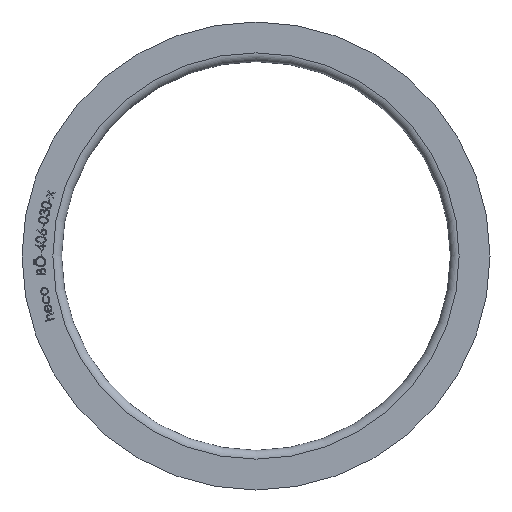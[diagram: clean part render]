
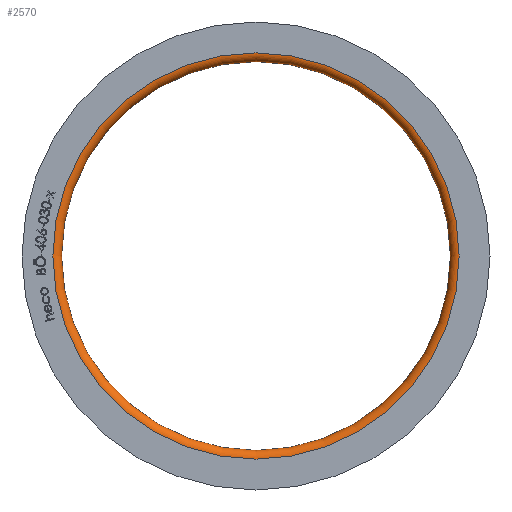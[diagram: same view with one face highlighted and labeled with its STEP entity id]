
A CAD part, left-side view. The second image highlights one B-rep face of the part: STEP entity #2570.
In plain terms, the highlighted toroidal (fillet/blend) face has major radius 209.2 mm and minor radius 9 mm.
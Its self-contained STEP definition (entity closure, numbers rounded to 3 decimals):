
#70 = CARTESIAN_POINT ( 'NONE',  ( 0., 0., 0. ) ) ;
#323 = AXIS2_PLACEMENT_3D ( 'NONE', #1772, #3938, #10001 ) ;
#394 = CARTESIAN_POINT ( 'NONE',  ( 9., 0., 0. ) ) ;
#467 = FACE_OUTER_BOUND ( 'NONE', #11777, .T. ) ;
#831 = EDGE_CURVE ( 'NONE', #14200, #14200, #9349, .T. ) ;
#1772 = CARTESIAN_POINT ( 'NONE',  ( 9., 0., 0. ) ) ;
#1844 = TOROIDAL_SURFACE ( 'NONE', #10684, 209.2, 9. ) ;
#2369 = EDGE_CURVE ( 'NONE', #11681, #11681, #8393, .T. ) ;
#2570 = ADVANCED_FACE ( 'NONE', ( #6496, #467 ), #1844, .T. ) ;
#3938 = DIRECTION ( 'NONE',  ( -1., 0., 0. ) ) ;
#4591 = AXIS2_PLACEMENT_3D ( 'NONE', #70, #14472, #4694 ) ;
#4694 = DIRECTION ( 'NONE',  ( 0., 0., 1. ) ) ;
#5195 = EDGE_LOOP ( 'NONE', ( #10318 ) ) ;
#6496 = FACE_OUTER_BOUND ( 'NONE', #5195, .T. ) ;
#6962 = ORIENTED_EDGE ( 'NONE', *, *, #831, .T. ) ;
#8280 = CARTESIAN_POINT ( 'NONE',  ( 9., 0., 200.2 ) ) ;
#8393 = CIRCLE ( 'NONE', #323, 200.2 ) ;
#8841 = DIRECTION ( 'NONE',  ( -1., 0., 0. ) ) ;
#9349 = CIRCLE ( 'NONE', #4591, 209.2 ) ;
#10001 = DIRECTION ( 'NONE',  ( 0., 0., 1. ) ) ;
#10318 = ORIENTED_EDGE ( 'NONE', *, *, #2369, .F. ) ;
#10684 = AXIS2_PLACEMENT_3D ( 'NONE', #394, #8841, #14879 ) ;
#11681 = VERTEX_POINT ( 'NONE', #8280 ) ;
#11777 = EDGE_LOOP ( 'NONE', ( #6962 ) ) ;
#11838 = CARTESIAN_POINT ( 'NONE',  ( 0., 0., 209.2 ) ) ;
#14200 = VERTEX_POINT ( 'NONE', #11838 ) ;
#14472 = DIRECTION ( 'NONE',  ( -1., 0., 0. ) ) ;
#14879 = DIRECTION ( 'NONE',  ( 0., 0., 1. ) ) ;
